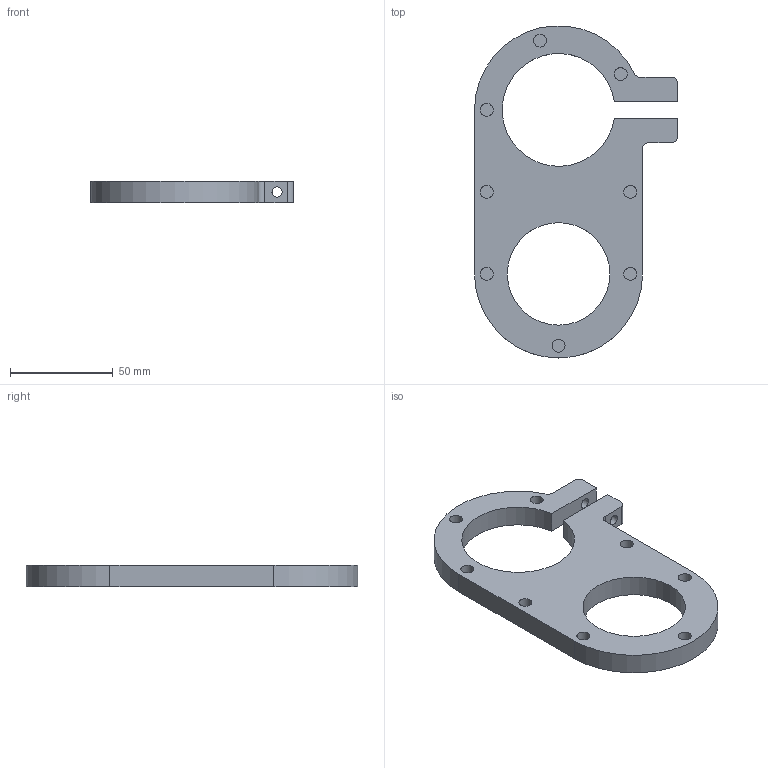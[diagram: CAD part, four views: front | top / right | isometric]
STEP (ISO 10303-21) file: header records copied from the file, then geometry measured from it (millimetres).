
FILE_DESCRIPTION(/* description */ (''),/* implementation_level */ '2;1');
FILE_NAME(/* name */ 'dust_shoe_top.step',/* time_stamp */ '2024-02-04T14:07:19+01:00',/* author */ (''),/* organization */ (''),/* preprocessor_version */ 'ST-DEVELOPER v20',/* originating_system */ 'Autodesk Translation Framework v12.14.0.127',/* authorisation */ '');
FILE_SCHEMA (('AUTOMOTIVE_DESIGN { 1 0 10303 214 3 1 1 }'));
Length unit declared in the file: millimetre
Products named in the file (1): dust_shoe_top
Bounding box: 99 x 161.94 x 10.5 mm (x, y, z)
Volume: 79409.3 mm3; surface area: 25993.4 mm2
Topology: 1 solids, 1 shells, 36 faces, 78 edges, 52 vertices
Faces by surface type: cylinder 18, plane 18
Full cylindrical faces by diameter (mm): 5 x2, 6.3 x8, 50 x1
Entity records: 1043 total; most frequent: DIRECTION 188, CARTESIAN_POINT 167, ORIENTED_EDGE 156, EDGE_CURVE 78, AXIS2_PLACEMENT_3D 73, VERTEX_POINT 52, EDGE_LOOP 50, LINE 42
